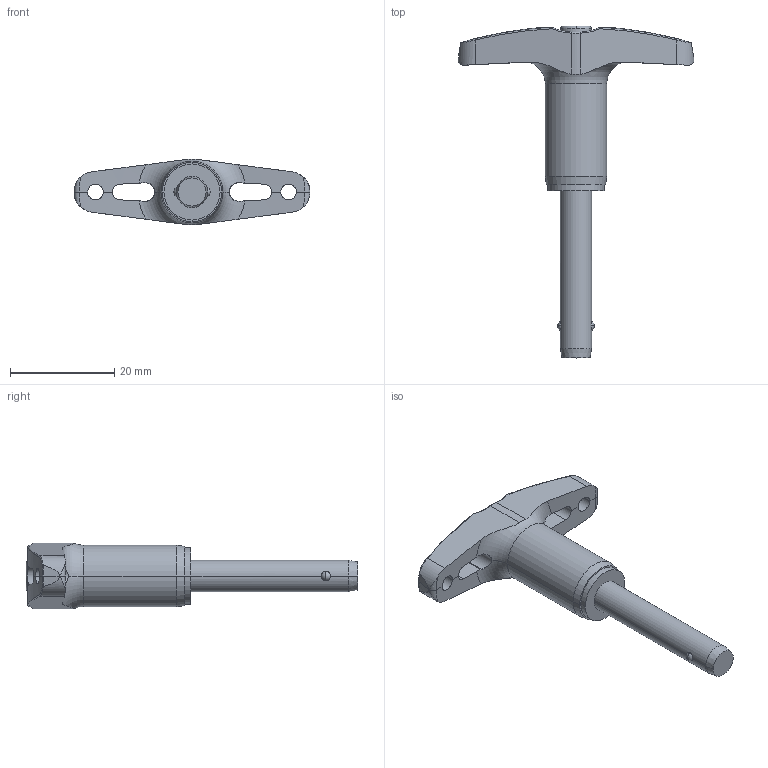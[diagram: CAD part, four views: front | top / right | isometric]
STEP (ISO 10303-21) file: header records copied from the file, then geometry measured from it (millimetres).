
FILE_DESCRIPTION(('STEP AP214'),'1');
FILE_NAME('HALDERN_EH_22350_0025.stp','2017-07-04T08:49:09',('TraceParts'),('TraceParts S.A.'),'Spatial InterOp 3D',' ',' ');
FILE_SCHEMA(('automotive_design'));
Length unit declared in the file: millimetre
Products named in the file (1): HALDERN_EH_22350_0025
Bounding box: 45.2 x 63.6 x 12.64 mm (x, y, z)
Volume: 5776.8 mm3; surface area: 3176.9 mm2
Topology: 1 solids, 1 shells, 104 faces, 287 edges, 171 vertices
Faces by surface type: torus 34, cylinder 24, sphere 18, cone 12, plane 12, bspline 4
Entity records: 5158 total; most frequent: CARTESIAN_POINT 1771, ORIENTED_EDGE 558, DIRECTION 538, EDGE_CURVE 279, AXIS2_PLACEMENT_3D 248, VERTEX_POINT 171, CIRCLE 147, EDGE_LOOP 106
